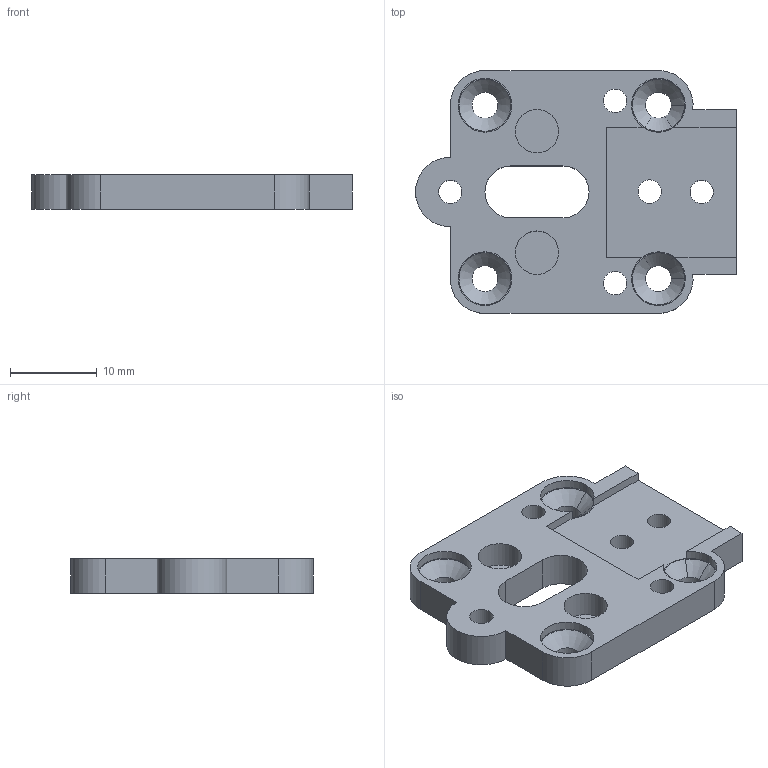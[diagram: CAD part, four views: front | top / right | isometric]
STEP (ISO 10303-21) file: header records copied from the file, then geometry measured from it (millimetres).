
FILE_DESCRIPTION(('FreeCAD Model'),'2;1');
FILE_NAME('Open CASCADE Shape Model','2023-10-30T17:28:43',('Author'),( ''),'Open CASCADE STEP processor 7.6','FreeCAD','Unknown');
FILE_SCHEMA(('AUTOMOTIVE_DESIGN { 1 0 10303 214 1 1 1 1 }'));
Length unit declared in the file: millimetre
Products named in the file (1): Body
Bounding box: 37 x 28 x 4 mm (x, y, z)
Volume: 2599.5 mm3; surface area: 2572.2 mm2
Topology: 1 solids, 1 shells, 57 faces, 143 edges, 90 vertices
Faces by surface type: plane 25, cylinder 24, cone 6, bspline 2
Full cylindrical faces by diameter (mm): 2.7 x5, 3 x4, 5 x2, 6.2 x2
Entity records: 1803 total; most frequent: CARTESIAN_POINT 343, DIRECTION 307, ORIENTED_EDGE 286, EDGE_CURVE 143, AXIS2_PLACEMENT_3D 114, VERTEX_POINT 90, FACE_BOUND 79, EDGE_LOOP 79
